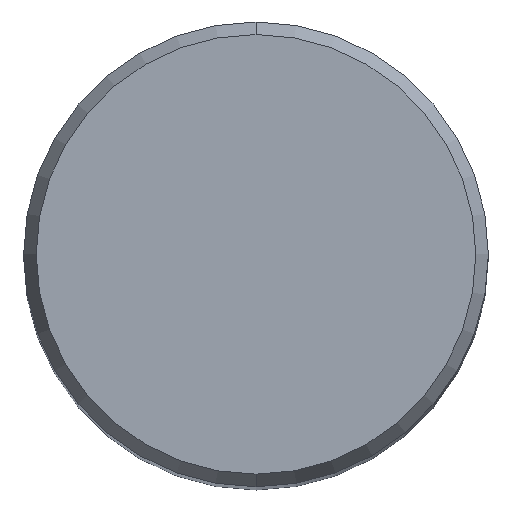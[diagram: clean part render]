
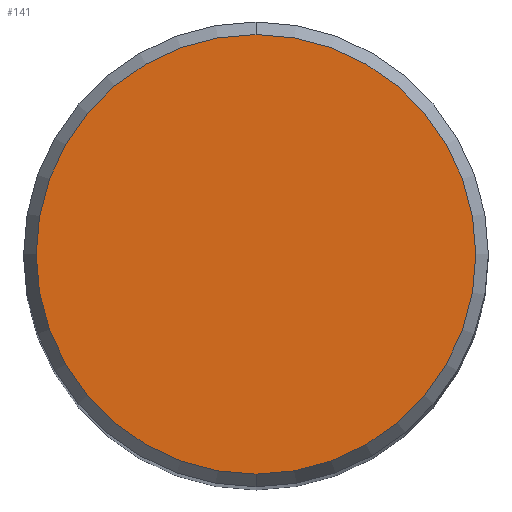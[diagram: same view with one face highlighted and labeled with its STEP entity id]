
A CAD part, top view. The second image highlights one B-rep face of the part: STEP entity #141.
In plain terms, the highlighted planar face has unit normal (0, 0, 1).
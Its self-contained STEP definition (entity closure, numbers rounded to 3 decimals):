
#127=EDGE_CURVE('',#173,#257,#330,.T.);
#141=ADVANCED_FACE('',(#346),#347,.T.);
#173=VERTEX_POINT('',#384);
#231=EDGE_CURVE('',#257,#173,#451,.T.);
#257=VERTEX_POINT('',#479);
#330=CIRCLE('',#550,12.012);
#346=FACE_OUTER_BOUND('',#567,.T.);
#347=PLANE('',#568);
#384=CARTESIAN_POINT('',(0.0,12.012,0.0));
#451=CIRCLE('',#700,12.012);
#479=CARTESIAN_POINT('',(0.,-12.012,0.0));
#550=AXIS2_PLACEMENT_3D('',#824,#825,#826);
#567=EDGE_LOOP('',(#839,#840));
#568=AXIS2_PLACEMENT_3D('',#841,#842,#843);
#700=AXIS2_PLACEMENT_3D('',#986,#987,#988);
#824=CARTESIAN_POINT('',(0.0,0.0,0.0));
#825=DIRECTION('',(0.0,0.0,-1.0));
#826=DIRECTION('',(0.0,1.0,0.0));
#839=ORIENTED_EDGE('',*,*,#127,.F.);
#840=ORIENTED_EDGE('',*,*,#231,.F.);
#841=CARTESIAN_POINT('',(0.0,6.006,0.0));
#842=DIRECTION('',(-0.0,0.0,1.0));
#843=DIRECTION('',(0.0,-1.0,0.0));
#986=CARTESIAN_POINT('',(0.0,0.0,0.0));
#987=DIRECTION('',(0.0,0.0,-1.0));
#988=DIRECTION('',(0.0,1.0,0.0));
